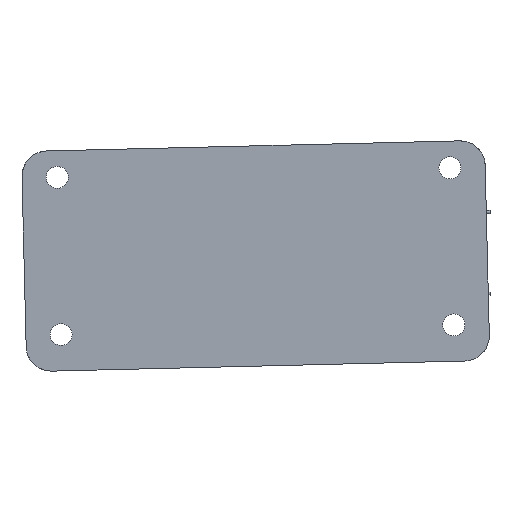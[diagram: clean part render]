
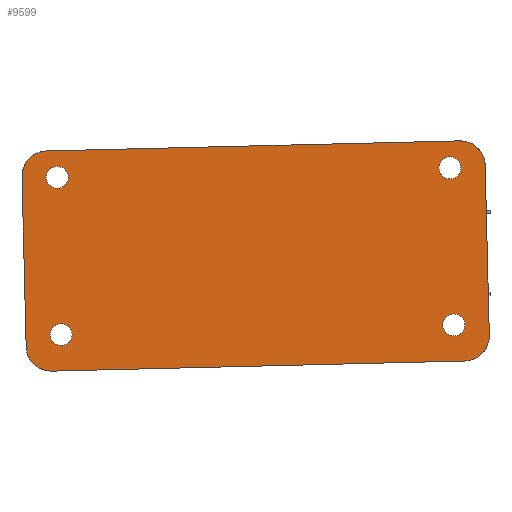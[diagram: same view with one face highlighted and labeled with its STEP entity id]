
A CAD part, front view. The second image highlights one B-rep face of the part: STEP entity #9599.
In plain terms, the highlighted planar face has unit normal (0, -1, 0).
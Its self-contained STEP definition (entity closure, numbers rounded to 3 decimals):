
#241=FACE_BOUND('',#1790,.T.);
#242=FACE_BOUND('',#1791,.T.);
#243=FACE_BOUND('',#1792,.T.);
#244=FACE_BOUND('',#1793,.T.);
#808=CIRCLE('',#10443,8.);
#809=CIRCLE('',#10444,8.);
#810=CIRCLE('',#10445,8.);
#811=CIRCLE('',#10446,8.);
#812=CIRCLE('',#10447,3.5);
#813=CIRCLE('',#10448,3.5);
#814=CIRCLE('',#10449,3.5);
#815=CIRCLE('',#10450,3.5);
#1230=FACE_OUTER_BOUND('',#1789,.T.);
#1789=EDGE_LOOP('',(#8258,#8259,#8260,#8261,#8262,#8263,#8264,#8265));
#1790=EDGE_LOOP('',(#8266));
#1791=EDGE_LOOP('',(#8267));
#1792=EDGE_LOOP('',(#8268));
#1793=EDGE_LOOP('',(#8269));
#2659=LINE('',#18522,#3610);
#2660=LINE('',#18526,#3611);
#2661=LINE('',#18530,#3612);
#2662=LINE('',#18533,#3613);
#3610=VECTOR('',#12690,10.);
#3611=VECTOR('',#12693,10.);
#3612=VECTOR('',#12696,10.);
#3613=VECTOR('',#12699,10.);
#4635=VERTEX_POINT('',#18518);
#4636=VERTEX_POINT('',#18519);
#4637=VERTEX_POINT('',#18521);
#4638=VERTEX_POINT('',#18523);
#4639=VERTEX_POINT('',#18525);
#4640=VERTEX_POINT('',#18527);
#4641=VERTEX_POINT('',#18529);
#4642=VERTEX_POINT('',#18531);
#4643=VERTEX_POINT('',#18534);
#4644=VERTEX_POINT('',#18536);
#4645=VERTEX_POINT('',#18538);
#4646=VERTEX_POINT('',#18540);
#5943=EDGE_CURVE('',#4635,#4636,#808,.T.);
#5944=EDGE_CURVE('',#4637,#4635,#2659,.T.);
#5945=EDGE_CURVE('',#4638,#4637,#809,.T.);
#5946=EDGE_CURVE('',#4639,#4638,#2660,.T.);
#5947=EDGE_CURVE('',#4640,#4639,#810,.T.);
#5948=EDGE_CURVE('',#4641,#4640,#2661,.T.);
#5949=EDGE_CURVE('',#4642,#4641,#811,.T.);
#5950=EDGE_CURVE('',#4636,#4642,#2662,.T.);
#5951=EDGE_CURVE('',#4643,#4643,#812,.T.);
#5952=EDGE_CURVE('',#4644,#4644,#813,.T.);
#5953=EDGE_CURVE('',#4645,#4645,#814,.T.);
#5954=EDGE_CURVE('',#4646,#4646,#815,.T.);
#8258=ORIENTED_EDGE('',*,*,#5943,.F.);
#8259=ORIENTED_EDGE('',*,*,#5944,.F.);
#8260=ORIENTED_EDGE('',*,*,#5945,.F.);
#8261=ORIENTED_EDGE('',*,*,#5946,.F.);
#8262=ORIENTED_EDGE('',*,*,#5947,.F.);
#8263=ORIENTED_EDGE('',*,*,#5948,.F.);
#8264=ORIENTED_EDGE('',*,*,#5949,.F.);
#8265=ORIENTED_EDGE('',*,*,#5950,.F.);
#8266=ORIENTED_EDGE('',*,*,#5951,.F.);
#8267=ORIENTED_EDGE('',*,*,#5952,.F.);
#8268=ORIENTED_EDGE('',*,*,#5953,.F.);
#8269=ORIENTED_EDGE('',*,*,#5954,.F.);
#9142=PLANE('',#10442);
#9599=ADVANCED_FACE('',(#1230,#241,#242,#243,#244),#9142,.F.);
#10442=AXIS2_PLACEMENT_3D('',#18517,#12686,#12687);
#10443=AXIS2_PLACEMENT_3D('',#18520,#12688,#12689);
#10444=AXIS2_PLACEMENT_3D('',#18524,#12691,#12692);
#10445=AXIS2_PLACEMENT_3D('',#18528,#12694,#12695);
#10446=AXIS2_PLACEMENT_3D('',#18532,#12697,#12698);
#10447=AXIS2_PLACEMENT_3D('',#18535,#12700,#12701);
#10448=AXIS2_PLACEMENT_3D('',#18537,#12702,#12703);
#10449=AXIS2_PLACEMENT_3D('',#18539,#12704,#12705);
#10450=AXIS2_PLACEMENT_3D('',#18541,#12706,#12707);
#12686=DIRECTION('center_axis',(0.,1.,0.));
#12687=DIRECTION('ref_axis',(-1.,0.,0.));
#12688=DIRECTION('center_axis',(0.,1.,0.));
#12689=DIRECTION('ref_axis',(-0.724,0.,0.69));
#12690=DIRECTION('',(-0.024,0.,1.));
#12691=DIRECTION('center_axis',(0.,1.,0.));
#12692=DIRECTION('ref_axis',(-0.69,0.,-0.724));
#12693=DIRECTION('',(-1.,0.,-0.024));
#12694=DIRECTION('center_axis',(0.,1.,0.));
#12695=DIRECTION('ref_axis',(0.724,0.,-0.69));
#12696=DIRECTION('',(0.024,0.,-1.));
#12697=DIRECTION('center_axis',(0.,1.,0.));
#12698=DIRECTION('ref_axis',(0.69,0.,0.724));
#12699=DIRECTION('',(1.,0.,0.024));
#12700=DIRECTION('center_axis',(0.,-1.,0.));
#12701=DIRECTION('ref_axis',(-1.,0.,0.));
#12702=DIRECTION('center_axis',(0.,-1.,0.));
#12703=DIRECTION('ref_axis',(-1.,0.,0.));
#12704=DIRECTION('center_axis',(0.,-1.,0.));
#12705=DIRECTION('ref_axis',(-1.,0.,0.));
#12706=DIRECTION('center_axis',(0.,-1.,0.));
#12707=DIRECTION('ref_axis',(-1.,0.,0.));
#18517=CARTESIAN_POINT('Origin',(42.238,-18.857,35.922));
#18518=CARTESIAN_POINT('',(-32.101,-18.857,61.147));
#18519=CARTESIAN_POINT('',(-24.299,-18.857,69.34));
#18520=CARTESIAN_POINT('Origin',(-24.103,-18.857,61.343));
#18521=CARTESIAN_POINT('',(-30.78,-18.857,7.095));
#18522=CARTESIAN_POINT('',(-31.012,-18.857,16.609));
#18523=CARTESIAN_POINT('',(-22.587,-18.857,-0.708));
#18524=CARTESIAN_POINT('Origin',(-22.782,-18.857,7.29));
#18525=CARTESIAN_POINT('',(108.774,-18.857,2.503));
#18526=CARTESIAN_POINT('',(79.933,-18.857,1.798));
#18527=CARTESIAN_POINT('',(116.576,-18.857,10.696));
#18528=CARTESIAN_POINT('Origin',(108.579,-18.857,10.5));
#18529=CARTESIAN_POINT('',(115.255,-18.857,64.749));
#18530=CARTESIAN_POINT('',(115.488,-18.857,55.234));
#18531=CARTESIAN_POINT('',(107.062,-18.857,72.551));
#18532=CARTESIAN_POINT('Origin',(107.257,-18.857,64.553));
#18533=CARTESIAN_POINT('',(4.543,-18.857,70.045));
#18534=CARTESIAN_POINT('',(-17.392,-18.857,60.921));
#18535=CARTESIAN_POINT('Origin',(-20.892,-18.857,60.921));
#18536=CARTESIAN_POINT('',(-16.17,-18.857,10.936));
#18537=CARTESIAN_POINT('Origin',(-19.67,-18.857,10.936));
#18538=CARTESIAN_POINT('',(108.792,-18.857,13.99));
#18539=CARTESIAN_POINT('Origin',(105.292,-18.857,13.99));
#18540=CARTESIAN_POINT('',(107.571,-18.857,63.975));
#18541=CARTESIAN_POINT('Origin',(104.071,-18.857,63.975));
